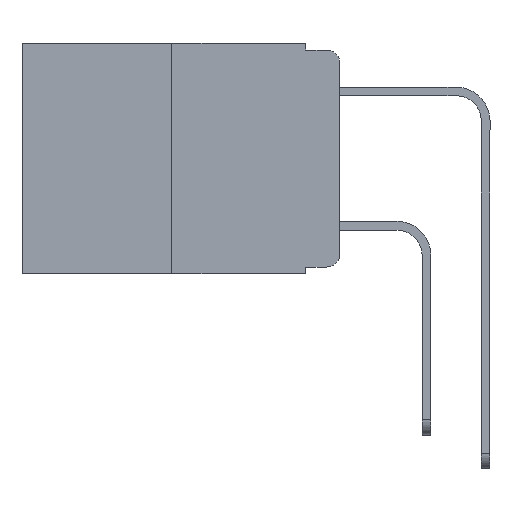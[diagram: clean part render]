
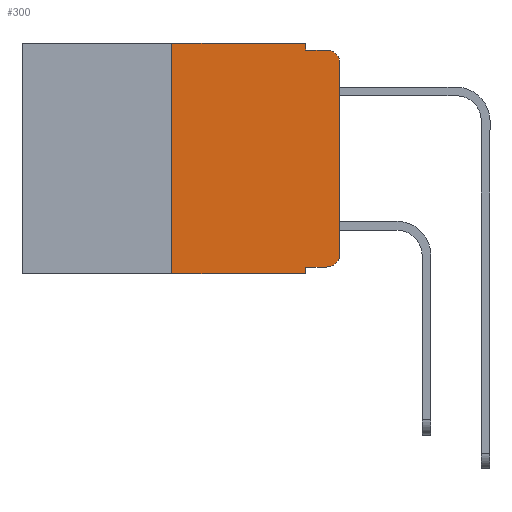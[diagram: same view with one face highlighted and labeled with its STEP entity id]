
A CAD part, left-side view. The second image highlights one B-rep face of the part: STEP entity #300.
In plain terms, the highlighted planar face has unit normal (-1, 0, 0).
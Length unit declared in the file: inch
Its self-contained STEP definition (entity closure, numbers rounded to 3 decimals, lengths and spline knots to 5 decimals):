
#248 = ORIENTED_EDGE ( 'NONE', *, *, #2426, .T. ) ;
#300 = ADVANCED_FACE ( 'NONE', ( #3812 ), #4799, .F. ) ;
#337 = LINE ( 'NONE', #12288, #5791 ) ;
#472 = EDGE_CURVE ( 'NONE', #4292, #3523, #2458, .T. ) ;
#639 = DIRECTION ( 'NONE',  ( 0., 0., -1. ) ) ;
#731 = CARTESIAN_POINT ( 'NONE',  ( 0., 0.02, -0.333 ) ) ;
#920 = EDGE_CURVE ( 'NONE', #7733, #2711, #11366, .T. ) ;
#1305 = EDGE_CURVE ( 'NONE', #3523, #6595, #7395, .T. ) ;
#1327 = CARTESIAN_POINT ( 'NONE',  ( 0., 0.051, -0.01 ) ) ;
#1628 = VERTEX_POINT ( 'NONE', #7209 ) ;
#1753 = DIRECTION ( 'NONE',  ( -1., 0., 0. ) ) ;
#1829 = ORIENTED_EDGE ( 'NONE', *, *, #5469, .T. ) ;
#1850 = LINE ( 'NONE', #5173, #7151 ) ;
#1933 = CARTESIAN_POINT ( 'NONE',  ( 0., 0.25, 0. ) ) ;
#2047 = CARTESIAN_POINT ( 'NONE',  ( 0., 0.25, 0. ) ) ;
#2120 = VECTOR ( 'NONE', #639, 39.37008 ) ;
#2233 = VERTEX_POINT ( 'NONE', #3252 ) ;
#2426 = EDGE_CURVE ( 'NONE', #4368, #1628, #337, .T. ) ;
#2458 = LINE ( 'NONE', #11200, #4943 ) ;
#2471 = DIRECTION ( 'NONE',  ( 0., -1., 0. ) ) ;
#2700 = VERTEX_POINT ( 'NONE', #6137 ) ;
#2711 = VERTEX_POINT ( 'NONE', #731 ) ;
#2739 = EDGE_CURVE ( 'NONE', #7733, #1628, #4957, .T. ) ;
#2800 = VECTOR ( 'NONE', #8232, 39.37008 ) ;
#2987 = CARTESIAN_POINT ( 'NONE',  ( 0., 0.051, -0.333 ) ) ;
#3252 = CARTESIAN_POINT ( 'NONE',  ( 0., 0.02, -0.01 ) ) ;
#3523 = VERTEX_POINT ( 'NONE', #13415 ) ;
#3812 = FACE_OUTER_BOUND ( 'NONE', #8869, .T. ) ;
#3945 = DIRECTION ( 'NONE',  ( 1., 0., 0. ) ) ;
#4139 = DIRECTION ( 'NONE',  ( 0., -1., 0. ) ) ;
#4292 = VERTEX_POINT ( 'NONE', #1933 ) ;
#4368 = VERTEX_POINT ( 'NONE', #10447 ) ;
#4799 = PLANE ( 'NONE',  #9707 ) ;
#4896 = ORIENTED_EDGE ( 'NONE', *, *, #2739, .F. ) ;
#4943 = VECTOR ( 'NONE', #12184, 39.37008 ) ;
#4957 = LINE ( 'NONE', #5684, #2120 ) ;
#5019 = ORIENTED_EDGE ( 'NONE', *, *, #9619, .T. ) ;
#5173 = CARTESIAN_POINT ( 'NONE',  ( 0., 0., 0. ) ) ;
#5396 = CARTESIAN_POINT ( 'NONE',  ( 0., 0.02, -0.03 ) ) ;
#5469 = EDGE_CURVE ( 'NONE', #6818, #2700, #1850, .T. ) ;
#5684 = CARTESIAN_POINT ( 'NONE',  ( 0., 0.051, 0. ) ) ;
#5791 = VECTOR ( 'NONE', #4139, 39.37008 ) ;
#5945 = VECTOR ( 'NONE', #2471, 39.37008 ) ;
#6028 = CARTESIAN_POINT ( 'NONE',  ( 0., 0.051, -0.01 ) ) ;
#6137 = CARTESIAN_POINT ( 'NONE',  ( 0., 0., -0.03 ) ) ;
#6424 = DIRECTION ( 'NONE',  ( 0., 0., -1. ) ) ;
#6499 = ORIENTED_EDGE ( 'NONE', *, *, #11967, .F. ) ;
#6595 = VERTEX_POINT ( 'NONE', #6028 ) ;
#6606 = LINE ( 'NONE', #1327, #5945 ) ;
#6818 = VERTEX_POINT ( 'NONE', #9515 ) ;
#6903 = CARTESIAN_POINT ( 'NONE',  ( 0., 0.473, 0. ) ) ;
#7149 = VECTOR ( 'NONE', #9403, 39.37008 ) ;
#7151 = VECTOR ( 'NONE', #11325, 39.37008 ) ;
#7209 = CARTESIAN_POINT ( 'NONE',  ( 0., 0.051, -0.343 ) ) ;
#7395 = LINE ( 'NONE', #11910, #9494 ) ;
#7733 = VERTEX_POINT ( 'NONE', #2987 ) ;
#7771 = AXIS2_PLACEMENT_3D ( 'NONE', #8077, #1753, #9118 ) ;
#7824 = ORIENTED_EDGE ( 'NONE', *, *, #12805, .T. ) ;
#8077 = CARTESIAN_POINT ( 'NONE',  ( 0., 0.02, -0.313 ) ) ;
#8170 = CARTESIAN_POINT ( 'NONE',  ( 0., 0.051, -0.333 ) ) ;
#8232 = DIRECTION ( 'NONE',  ( 0., -1., 0. ) ) ;
#8534 = AXIS2_PLACEMENT_3D ( 'NONE', #5396, #12533, #6424 ) ;
#8674 = EDGE_CURVE ( 'NONE', #6595, #2233, #6606, .T. ) ;
#8760 = ORIENTED_EDGE ( 'NONE', *, *, #1305, .F. ) ;
#8869 = EDGE_LOOP ( 'NONE', ( #1829, #5019, #11118, #8760, #10042, #6499, #248, #4896, #9606, #7824 ) ) ;
#9105 = DIRECTION ( 'NONE',  ( 0., 0., -1. ) ) ;
#9118 = DIRECTION ( 'NONE',  ( 0., 0., -1. ) ) ;
#9403 = DIRECTION ( 'NONE',  ( 0., 0., 1. ) ) ;
#9494 = VECTOR ( 'NONE', #11848, 39.37008 ) ;
#9515 = CARTESIAN_POINT ( 'NONE',  ( 0., 0., -0.313 ) ) ;
#9582 = LINE ( 'NONE', #2047, #7149 ) ;
#9606 = ORIENTED_EDGE ( 'NONE', *, *, #920, .T. ) ;
#9619 = EDGE_CURVE ( 'NONE', #2700, #2233, #12775, .T. ) ;
#9707 = AXIS2_PLACEMENT_3D ( 'NONE', #6903, #3945, #9105 ) ;
#10042 = ORIENTED_EDGE ( 'NONE', *, *, #472, .F. ) ;
#10447 = CARTESIAN_POINT ( 'NONE',  ( 0., 0.25, -0.343 ) ) ;
#11118 = ORIENTED_EDGE ( 'NONE', *, *, #8674, .F. ) ;
#11200 = CARTESIAN_POINT ( 'NONE',  ( 0., 0.473, 0. ) ) ;
#11325 = DIRECTION ( 'NONE',  ( 0., 0., 1. ) ) ;
#11366 = LINE ( 'NONE', #8170, #2800 ) ;
#11848 = DIRECTION ( 'NONE',  ( 0., 0., -1. ) ) ;
#11910 = CARTESIAN_POINT ( 'NONE',  ( 0., 0.051, 0. ) ) ;
#11967 = EDGE_CURVE ( 'NONE', #4368, #4292, #9582, .T. ) ;
#12184 = DIRECTION ( 'NONE',  ( 0., -1., 0. ) ) ;
#12288 = CARTESIAN_POINT ( 'NONE',  ( 0., 0.473, -0.343 ) ) ;
#12404 = CIRCLE ( 'NONE', #7771, 0.02 ) ;
#12533 = DIRECTION ( 'NONE',  ( -1., 0., 0. ) ) ;
#12775 = CIRCLE ( 'NONE', #8534, 0.02 ) ;
#12805 = EDGE_CURVE ( 'NONE', #2711, #6818, #12404, .T. ) ;
#13415 = CARTESIAN_POINT ( 'NONE',  ( 0., 0.051, 0. ) ) ;
